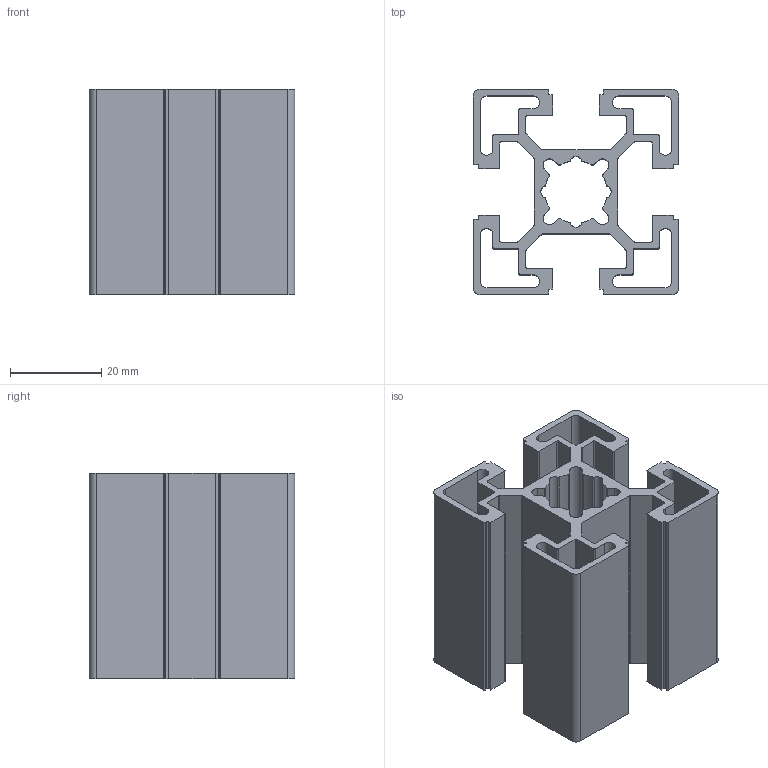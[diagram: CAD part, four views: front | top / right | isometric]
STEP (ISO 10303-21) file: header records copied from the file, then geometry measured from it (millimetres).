
FILE_DESCRIPTION(/* description */ (''),/* implementation_level */ '2;1');
FILE_NAME(/* name */ 'Forseti-45x45.step',/* time_stamp */ '2024-07-06T05:45:57-03:00',/* author */ (''),/* organization */ (''),/* preprocessor_version */ 'ST-DEVELOPER v20',/* originating_system */ 'Autodesk Translation Framework v13.14.0.145',/* authorisation */ '');
FILE_SCHEMA (('AUTOMOTIVE_DESIGN { 1 0 10303 214 3 1 1 }'));
Length unit declared in the file: millimetre
Products named in the file (1): Forseti-45x45
Bounding box: 45 x 45 x 45 mm (x, y, z)
Volume: 27190.1 mm3; surface area: 28899.4 mm2
Topology: 1 solids, 1 shells, 201 faces, 597 edges, 398 vertices
Faces by surface type: cylinder 107, plane 94
Entity records: 6865 total; most frequent: DIRECTION 1215, CARTESIAN_POINT 1197, ORIENTED_EDGE 1194, EDGE_CURVE 597, AXIS2_PLACEMENT_3D 416, VERTEX_POINT 398, LINE 383, VECTOR 383
